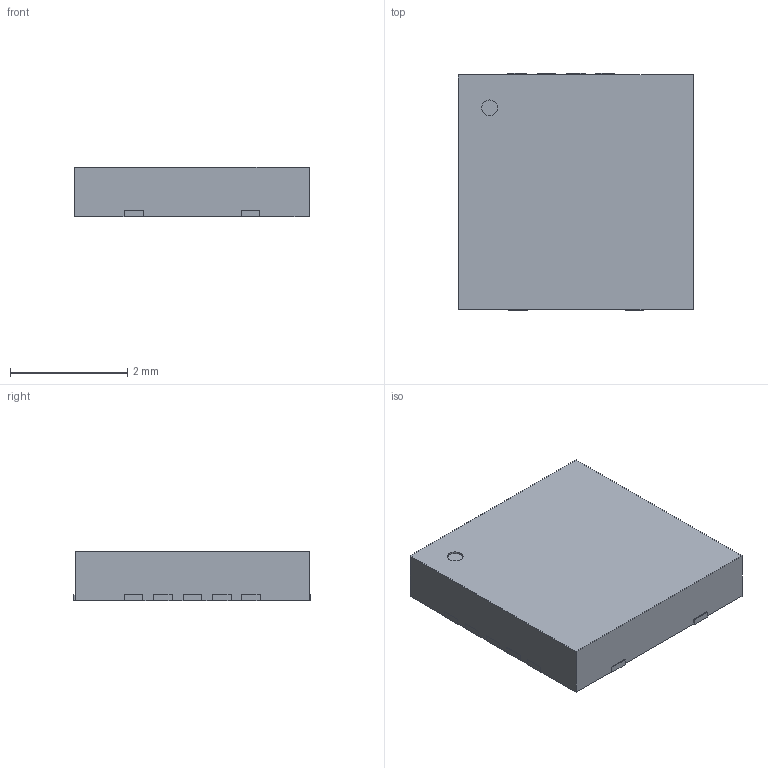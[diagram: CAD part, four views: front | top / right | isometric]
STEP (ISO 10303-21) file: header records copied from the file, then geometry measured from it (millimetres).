
FILE_DESCRIPTION(/* description */ ('Unknown'),/* implementation_level */ '2;1');
FILE_NAME(/* name */ 'NCP51810AMNTWG',/* time_stamp */ '2023-09-01T14:57:17+02:00',/* author */ ('Unknown'),/* organization */ ('Unknown'),/* preprocessor_version */ 'ST-DEVELOPER v18.102',/* originating_system */ 'Solid Edge',/* authorisation */ 'Unknown');
FILE_SCHEMA (('AUTOMOTIVE_DESIGN {1 0 10303 214 3 1 1}'));
Length unit declared in the file: millimetre
Products named in the file (1): NCP51810AMNTWG
Bounding box: 4.02 x 4.05 x 0.85 mm (x, y, z)
Volume: 13.5 mm3; surface area: 45.8 mm2
Topology: 1 solids, 1 shells, 107 faces, 313 edges, 209 vertices
Faces by surface type: plane 84, cylinder 23
Full cylindrical faces by diameter (mm): 0.269 x1
Entity records: 4281 total; most frequent: CARTESIAN_POINT 627, ORIENTED_EDGE 622, DIRECTION 573, EDGE_CURVE 311, LINE 265, VECTOR 265, VERTEX_POINT 208, AXIS2_PLACEMENT_3D 154
